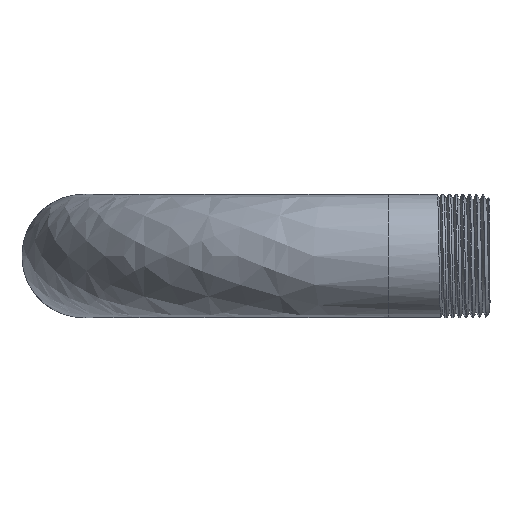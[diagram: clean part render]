
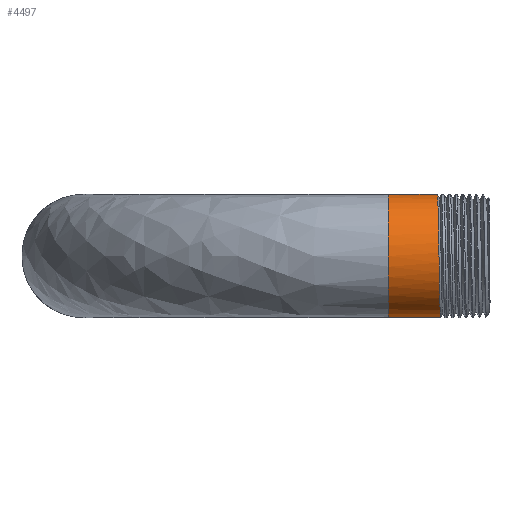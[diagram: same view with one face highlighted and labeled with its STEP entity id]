
A CAD part, left-side view. The second image highlights one B-rep face of the part: STEP entity #4497.
In plain terms, the highlighted cylindrical face has radius 21.2 mm (diameter 42.4 mm), a partial arc.
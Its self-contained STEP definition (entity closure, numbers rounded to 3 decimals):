
#86 = CARTESIAN_POINT ( 'NONE',  ( -106.742, -17.964, -21.131 ) ) ;
#340 = CARTESIAN_POINT ( 'NONE',  ( -118.715, -17.122, 16.169 ) ) ;
#382 = CARTESIAN_POINT ( 'NONE',  ( -115.615, -17.058, 18.364 ) ) ;
#419 = CARTESIAN_POINT ( 'NONE',  ( -125.927, -17.374, 3.459 ) ) ;
#459 = CARTESIAN_POINT ( 'NONE',  ( -124.027, -17.596, -9.375 ) ) ;
#507 = CARTESIAN_POINT ( 'NONE',  ( -105., 500000., 21.2 ) ) ;
#569 = DIRECTION ( 'NONE',  ( 0., 0., -1. ) ) ;
#665 = VERTEX_POINT ( 'NONE', #2501 ) ;
#674 = DIRECTION ( 'NONE',  ( 0., 0., -1. ) ) ;
#722 = CARTESIAN_POINT ( 'NONE',  ( -105., 500000., -21.2 ) ) ;
#742 = CARTESIAN_POINT ( 'NONE',  ( -112.476, -17.865, -19.85 ) ) ;
#970 = LINE ( 'NONE', #507, #7095 ) ;
#1005 = ORIENTED_EDGE ( 'NONE', *, *, #10212, .T. ) ;
#1168 = CARTESIAN_POINT ( 'NONE',  ( -125.521, -17.339, 5.502 ) ) ;
#1204 = CARTESIAN_POINT ( 'NONE',  ( -119.506, -17.725, -15.476 ) ) ;
#1242 = CARTESIAN_POINT ( 'NONE',  ( -126.167, -17.409, 1.378 ) ) ;
#1369 = CIRCLE ( 'NONE', #8666, 21.2 ) ;
#1849 = EDGE_CURVE ( 'NONE', #4587, #5669, #9549, .T. ) ;
#1988 = CARTESIAN_POINT ( 'NONE',  ( -125.084, -17.549, -6.823 ) ) ;
#2028 = CARTESIAN_POINT ( 'NONE',  ( -117.356, -17.093, 17.241 ) ) ;
#2067 = CARTESIAN_POINT ( 'NONE',  ( -121.858, -17.198, 12.929 ) ) ;
#2219 = DIRECTION ( 'NONE',  ( 0., -1., 0. ) ) ;
#2273 = FACE_OUTER_BOUND ( 'NONE', #6519, .T. ) ;
#2351 = CARTESIAN_POINT ( 'NONE',  ( -105.349, -17.988, -21.2 ) ) ;
#2384 = VECTOR ( 'NONE', #8229, 1000. ) ;
#2501 = CARTESIAN_POINT ( 'NONE',  ( -105., 0., 21.2 ) ) ;
#2805 = CARTESIAN_POINT ( 'NONE',  ( -124.457, -17.286, 8.425 ) ) ;
#2846 = CARTESIAN_POINT ( 'NONE',  ( -126.2, -17.421, 0.686 ) ) ;
#3129 = CARTESIAN_POINT ( 'NONE',  ( -111.815, -17.877, -20.087 ) ) ;
#3205 = CARTESIAN_POINT ( 'NONE',  ( -105., -17.994, -21.2 ) ) ;
#3241 = CARTESIAN_POINT ( 'NONE',  ( -114.406, -17.83, -19.05 ) ) ;
#3644 = CARTESIAN_POINT ( 'NONE',  ( -125.486, -17.526, -5.498 ) ) ;
#3682 = CARTESIAN_POINT ( 'NONE',  ( -124.317, -17.28, 8.742 ) ) ;
#4455 = CARTESIAN_POINT ( 'NONE',  ( -125.12, -17.315, 6.823 ) ) ;
#4495 = CARTESIAN_POINT ( 'NONE',  ( -124.019, -17.269, 9.372 ) ) ;
#4497 = ADVANCED_FACE ( 'NONE', ( #2273 ), #6461, .T. ) ;
#4511 = CARTESIAN_POINT ( 'NONE',  ( -114.698, -17.04, 18.855 ) ) ;
#4535 = CARTESIAN_POINT ( 'NONE',  ( -123.861, -17.263, 9.686 ) ) ;
#4587 = VERTEX_POINT ( 'NONE', #8259 ) ;
#4859 = CARTESIAN_POINT ( 'NONE',  ( -105.7, -17.982, -21.191 ) ) ;
#5274 = CARTESIAN_POINT ( 'NONE',  ( -123.368, -17.245, 10.609 ) ) ;
#5314 = CARTESIAN_POINT ( 'NONE',  ( -119.75, -17.146, 15.232 ) ) ;
#5352 = CARTESIAN_POINT ( 'NONE',  ( -120.982, -17.175, 13.998 ) ) ;
#5395 = CARTESIAN_POINT ( 'NONE',  ( -123.011, -17.233, 11.204 ) ) ;
#5573 = ORIENTED_EDGE ( 'NONE', *, *, #7662, .T. ) ;
#5614 = DIRECTION ( 'NONE',  ( 0., -1., 0. ) ) ;
#5669 = VERTEX_POINT ( 'NONE', #9828 ) ;
#5684 = CARTESIAN_POINT ( 'NONE',  ( -109.144, -17.923, -20.825 ) ) ;
#6030 = AXIS2_PLACEMENT_3D ( 'NONE', #9885, #2219, #569 ) ;
#6138 = CARTESIAN_POINT ( 'NONE',  ( -118.979, -17.128, 15.942 ) ) ;
#6178 = CARTESIAN_POINT ( 'NONE',  ( -117.911, -17.105, 16.829 ) ) ;
#6223 = CARTESIAN_POINT ( 'NONE',  ( -121.851, -17.666, -12.939 ) ) ;
#6461 = CYLINDRICAL_SURFACE ( 'NONE', #6030, 21.2 ) ;
#6519 = EDGE_LOOP ( 'NONE', ( #9122, #5573, #1005, #8739 ) ) ;
#6524 = CARTESIAN_POINT ( 'NONE',  ( -110.486, -17.9, -20.49 ) ) ;
#6595 = CARTESIAN_POINT ( 'NONE',  ( -106.396, -17.97, -21.157 ) ) ;
#6834 = LINE ( 'NONE', #722, #2384 ) ;
#7001 = CARTESIAN_POINT ( 'NONE',  ( -120.974, -17.689, -14.006 ) ) ;
#7039 = CARTESIAN_POINT ( 'NONE',  ( -117.35, -17.771, -17.245 ) ) ;
#7095 = VECTOR ( 'NONE', #7343, 1000. ) ;
#7343 = DIRECTION ( 'NONE',  ( 0., -1., 0. ) ) ;
#7469 = CARTESIAN_POINT ( 'NONE',  ( -107.777, -17.947, -21.029 ) ) ;
#7662 = EDGE_CURVE ( 'NONE', #665, #8727, #1369, .T. ) ;
#7845 = CARTESIAN_POINT ( 'NONE',  ( -124.323, -17.584, -8.749 ) ) ;
#7880 = CARTESIAN_POINT ( 'NONE',  ( -115.624, -17.807, -18.398 ) ) ;
#7926 = CARTESIAN_POINT ( 'NONE',  ( -117.908, -17.76, -16.832 ) ) ;
#7976 = CARTESIAN_POINT ( 'NONE',  ( -105., -16.871, 21.2 ) ) ;
#8012 = CARTESIAN_POINT ( 'NONE',  ( -105.693, -16.882, 21.2 ) ) ;
#8229 = DIRECTION ( 'NONE',  ( 0., -1., 0. ) ) ;
#8259 = CARTESIAN_POINT ( 'NONE',  ( -105., -17.994, -21.2 ) ) ;
#8666 = AXIS2_PLACEMENT_3D ( 'NONE', #10616, #5614, #674 ) ;
#8699 = CARTESIAN_POINT ( 'NONE',  ( -126.066, -17.479, -2.763 ) ) ;
#8727 = VERTEX_POINT ( 'NONE', #9471 ) ;
#8739 = ORIENTED_EDGE ( 'NONE', *, *, #1849, .T. ) ;
#8740 = CARTESIAN_POINT ( 'NONE',  ( -125.656, -17.514, -4.822 ) ) ;
#8754 = CARTESIAN_POINT ( 'NONE',  ( -106.391, -16.894, 21.166 ) ) ;
#8779 = CARTESIAN_POINT ( 'NONE',  ( -119.496, -17.14, 15.474 ) ) ;
#8826 = CARTESIAN_POINT ( 'NONE',  ( -114.387, -17.035, 19.012 ) ) ;
#8862 = CARTESIAN_POINT ( 'NONE',  ( -107.782, -16.918, 21.028 ) ) ;
#9122 = ORIENTED_EDGE ( 'NONE', *, *, #9899, .F. ) ;
#9471 = CARTESIAN_POINT ( 'NONE',  ( -105., 0., -21.2 ) ) ;
#9520 = CARTESIAN_POINT ( 'NONE',  ( -123.372, -17.619, -10.602 ) ) ;
#9549 = B_SPLINE_CURVE_WITH_KNOTS ( 'NONE', 3,
 ( #3205, #2351, #4859, #6595, #86, #7469, #5684, #6524, #3129, #742, #3241, #7880, #7039, #7926, #10375, #1204, #7001, #6223, #9556, #9520, #459, #7845, #10336, #1988, #3644, #8740, #8699, #10415, #2846, #1242, #9596, #419, #1168, #4455, #2805, #3682, #4495, #4535, #5274, #5395, #2067, #5352, #5314, #8779, #6138, #340, #6178, #2028, #10301, #382, #4511, #8826, #10461, #10388, #9686, #9649, #9608, #8862, #8754, #8012, #7976 ),
 .UNSPECIFIED., .F., .F.,
 ( 4, 2, 2, 1, 2, 2, 2, 2, 2, 2, 2, 2, 2, 2, 2, 2, 2, 2, 2, 2, 2, 2, 2, 2, 2, 2, 2, 2, 2, 2, 4 ),
 ( 0.915, 0.916, 0.917, 0.92, 0.922, 0.924, 0.928, 0.93, 0.932, 0.936, 0.938, 0.94, 0.942, 0.944, 0.949, 0.951, 0.953, 0.957, 0.958, 0.959, 0.961, 0.965, 0.966, 0.967, 0.969, 0.971, 0.972, 0.973, 0.978, 0.98, 0.982 ),
 .UNSPECIFIED. ) ;
#9556 = CARTESIAN_POINT ( 'NONE',  ( -123.01, -17.631, -11.205 ) ) ;
#9596 = CARTESIAN_POINT ( 'NONE',  ( -126.031, -17.385, 2.764 ) ) ;
#9608 = CARTESIAN_POINT ( 'NONE',  ( -108.468, -16.929, 20.926 ) ) ;
#9649 = CARTESIAN_POINT ( 'NONE',  ( -110.503, -16.964, 20.52 ) ) ;
#9686 = CARTESIAN_POINT ( 'NONE',  ( -111.826, -16.988, 20.12 ) ) ;
#9828 = CARTESIAN_POINT ( 'NONE',  ( -105., -16.871, 21.2 ) ) ;
#9885 = CARTESIAN_POINT ( 'NONE',  ( -105., 500000., 0. ) ) ;
#9899 = EDGE_CURVE ( 'NONE', #665, #5669, #970, .T. ) ;
#10212 = EDGE_CURVE ( 'NONE', #8727, #4587, #6834, .T. ) ;
#10301 = CARTESIAN_POINT ( 'NONE',  ( -116.208, -17.07, 18.008 ) ) ;
#10336 = CARTESIAN_POINT ( 'NONE',  ( -124.851, -17.561, -7.473 ) ) ;
#10375 = CARTESIAN_POINT ( 'NONE',  ( -118.99, -17.736, -15.944 ) ) ;
#10388 = CARTESIAN_POINT ( 'NONE',  ( -113.435, -17.017, 19.453 ) ) ;
#10415 = CARTESIAN_POINT ( 'NONE',  ( -126.2, -17.456, -1.386 ) ) ;
#10461 = CARTESIAN_POINT ( 'NONE',  ( -113.756, -17.023, 19.31 ) ) ;
#10616 = CARTESIAN_POINT ( 'NONE',  ( -105., 0., 0. ) ) ;
